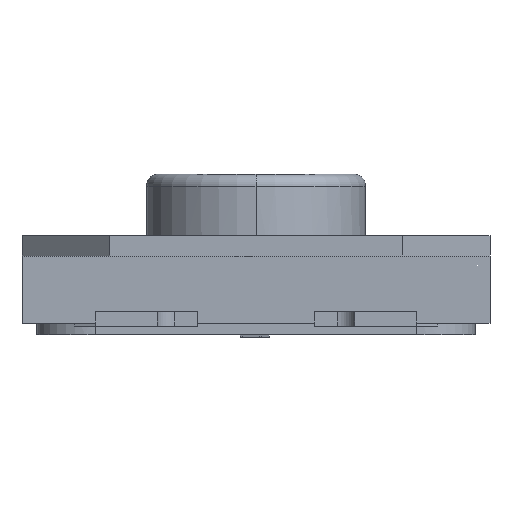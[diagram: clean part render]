
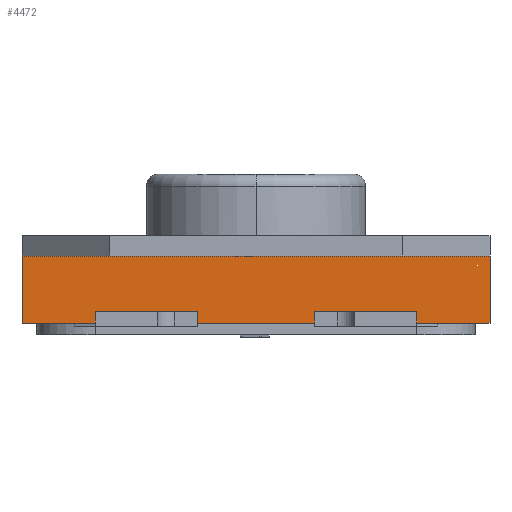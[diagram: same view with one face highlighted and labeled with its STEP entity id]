
A CAD part, left-side view. The second image highlights one B-rep face of the part: STEP entity #4472.
In plain terms, the highlighted planar face has unit normal (-1, 0, 0).
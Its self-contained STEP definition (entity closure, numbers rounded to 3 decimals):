
#763=DIRECTION('',(0.,-1.,0.));
#764=VECTOR('',#763,0.4);
#765=CARTESIAN_POINT('',(-1.3,0.2,0.));
#766=LINE('',#765,#764);
#779=DIRECTION('',(0.,-1.,0.));
#780=VECTOR('',#779,0.25);
#781=CARTESIAN_POINT('',(-1.3,-0.55,0.));
#782=LINE('',#781,#780);
#869=DIRECTION('',(0.,-1.,0.));
#870=VECTOR('',#869,0.25);
#871=CARTESIAN_POINT('',(-1.3,0.8,0.));
#872=LINE('',#871,#870);
#1045=DIRECTION('',(0.,-1.,0.));
#1046=VECTOR('',#1045,1.6);
#1047=CARTESIAN_POINT('',(-1.3,0.8,0.23));
#1048=LINE('',#1047,#1046);
#1049=DIRECTION('',(0.,0.,1.));
#1050=VECTOR('',#1049,0.04);
#1051=CARTESIAN_POINT('',(-1.3,-0.55,0.));
#1052=LINE('',#1051,#1050);
#1053=DIRECTION('',(0.,-1.,0.));
#1054=VECTOR('',#1053,0.35);
#1055=CARTESIAN_POINT('',(-1.3,-0.2,0.04));
#1056=LINE('',#1055,#1054);
#1057=DIRECTION('',(0.,0.,1.));
#1058=VECTOR('',#1057,0.04);
#1059=CARTESIAN_POINT('',(-1.3,-0.2,0.));
#1060=LINE('',#1059,#1058);
#1061=DIRECTION('',(0.,0.,1.));
#1062=VECTOR('',#1061,0.04);
#1063=CARTESIAN_POINT('',(-1.3,0.2,0.));
#1064=LINE('',#1063,#1062);
#1065=DIRECTION('',(0.,-1.,0.));
#1066=VECTOR('',#1065,0.35);
#1067=CARTESIAN_POINT('',(-1.3,0.55,0.04));
#1068=LINE('',#1067,#1066);
#1069=DIRECTION('',(0.,0.,1.));
#1070=VECTOR('',#1069,0.04);
#1071=CARTESIAN_POINT('',(-1.3,0.55,0.));
#1072=LINE('',#1071,#1070);
#1073=DIRECTION('',(0.,0.,1.));
#1074=VECTOR('',#1073,0.23);
#1075=CARTESIAN_POINT('',(-1.3,0.8,0.));
#1076=LINE('',#1075,#1074);
#1203=DIRECTION('',(0.,0.,1.));
#1204=VECTOR('',#1203,0.23);
#1205=CARTESIAN_POINT('',(-1.3,-0.8,0.));
#1206=LINE('',#1205,#1204);
#2565=CARTESIAN_POINT('',(-1.3,-0.8,0.));
#2567=VERTEX_POINT('',#2565);
#2570=CARTESIAN_POINT('',(-1.3,0.8,0.));
#2572=VERTEX_POINT('',#2570);
#2805=CARTESIAN_POINT('',(-1.3,-0.2,0.));
#2807=VERTEX_POINT('',#2805);
#2815=CARTESIAN_POINT('',(-1.3,-0.55,0.));
#2816=VERTEX_POINT('',#2815);
#2817=CARTESIAN_POINT('',(-1.3,0.55,0.));
#2819=VERTEX_POINT('',#2817);
#2826=CARTESIAN_POINT('',(-1.3,0.2,0.));
#2828=VERTEX_POINT('',#2826);
#2853=CARTESIAN_POINT('',(-1.3,0.55,0.04));
#2854=CARTESIAN_POINT('',(-1.3,0.2,0.04));
#2855=VERTEX_POINT('',#2853);
#2856=VERTEX_POINT('',#2854);
#2857=CARTESIAN_POINT('',(-1.3,-0.2,0.04));
#2858=CARTESIAN_POINT('',(-1.3,-0.55,0.04));
#2859=VERTEX_POINT('',#2857);
#2860=VERTEX_POINT('',#2858);
#2893=CARTESIAN_POINT('',(-1.3,0.8,0.23));
#2894=CARTESIAN_POINT('',(-1.3,-0.8,0.23));
#2895=VERTEX_POINT('',#2893);
#2896=VERTEX_POINT('',#2894);
#4445=CARTESIAN_POINT('',(-1.3,0.8,0.));
#4446=DIRECTION('',(-1.,0.,0.));
#4447=DIRECTION('',(0.,-1.,0.));
#4448=AXIS2_PLACEMENT_3D('',#4445,#4446,#4447);
#4449=PLANE('',#4448);
#4451=ORIENTED_EDGE('',*,*,#4450,.T.);
#4453=ORIENTED_EDGE('',*,*,#4452,.F.);
#4454=ORIENTED_EDGE('',*,*,#3964,.F.);
#4456=ORIENTED_EDGE('',*,*,#4455,.T.);
#4458=ORIENTED_EDGE('',*,*,#4457,.F.);
#4459=ORIENTED_EDGE('',*,*,#4427,.F.);
#4460=ORIENTED_EDGE('',*,*,#3942,.F.);
#4462=ORIENTED_EDGE('',*,*,#4461,.T.);
#4464=ORIENTED_EDGE('',*,*,#4463,.F.);
#4466=ORIENTED_EDGE('',*,*,#4465,.F.);
#4467=ORIENTED_EDGE('',*,*,#4012,.F.);
#4469=ORIENTED_EDGE('',*,*,#4468,.T.);
#4470=EDGE_LOOP('',(#4451,#4453,#4454,#4456,#4458,#4459,#4460,#4462,#4464,#4466,
#4467,#4469));
#4471=FACE_OUTER_BOUND('',#4470,.F.);
#4472=ADVANCED_FACE('',(#4471),#4449,.T.);
#3942=EDGE_CURVE('',#2828,#2807,#766,.T.);
#3964=EDGE_CURVE('',#2816,#2567,#782,.T.);
#4012=EDGE_CURVE('',#2572,#2819,#872,.T.);
#4427=EDGE_CURVE('',#2807,#2859,#1060,.T.);
#4450=EDGE_CURVE('',#2895,#2896,#1048,.T.);
#4452=EDGE_CURVE('',#2567,#2896,#1206,.T.);
#4455=EDGE_CURVE('',#2816,#2860,#1052,.T.);
#4457=EDGE_CURVE('',#2859,#2860,#1056,.T.);
#4461=EDGE_CURVE('',#2828,#2856,#1064,.T.);
#4463=EDGE_CURVE('',#2855,#2856,#1068,.T.);
#4465=EDGE_CURVE('',#2819,#2855,#1072,.T.);
#4468=EDGE_CURVE('',#2572,#2895,#1076,.T.);
